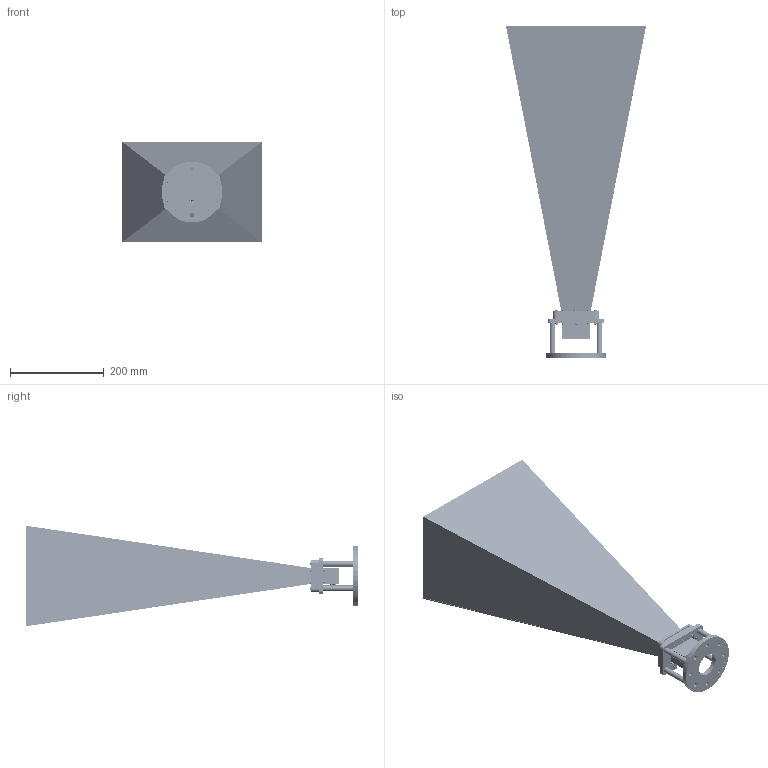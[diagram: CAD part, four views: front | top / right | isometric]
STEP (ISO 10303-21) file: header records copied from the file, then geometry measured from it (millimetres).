
FILE_DESCRIPTION (( 'STEP AP214' ), '1' );
FILE_NAME ('FM1WAN229-20SF_3D.step', '2024-05-06T19:11:16', ( '' ), ( '' ), 'SwSTEP 2.0', 'SolidWorks 2022', '' );
FILE_SCHEMA (( 'AUTOMOTIVE_DESIGN' ));
Length unit declared in the file: inch
Products named in the file (13): 4-40 Nut_1_94150A335; FMWCA1061; Copy of FMWAN229-MNT_UPR PLT^FMWAN229-MNT; FMWAN229-MNT; FM9862B-20-CPRG; Copy of FMWAN229-MNT_STDF RND M4 FEM, 8OD X 64LG^FMWAN229-MNT; Copy of FMWAN229-MNT_LWR PLT^FMWAN229-MNT; SMA FEMALE_PEWCA1061; Screw 4-40SH x 9_16_1; Screw 4-40SH x 9_16_2; FM1WAN229-20SF_3D; No.4 Flat Washer_1_91166A230
Assembly tree (41 placements, depth 3):
  FM1WAN229-20SF_3D
    FMWAN229-MNT
      Copy of FMWAN229-MNT_UPR PLT^FMWAN229-MNT
      Copy of FMWAN229-MNT_LWR PLT^FMWAN229-MNT
      Copy of FMWAN229-MNT_STDF RND M4 FEM, 8OD X 64LG^FMWAN229-MNT  x4
    FM9862B-20-CPRG
    4-40 Nut_1_94150A335  x10
    No.4 Flat Washer_1_91166A230  x10
    Screw 4-40SH x 9_16_1  x9
    Screw 4-40SH x 9_16_2
    FMWCA1061
      FMWCA1061
      SMA FEMALE_PEWCA1061
Bounding box: 299.11 x 709.35 x 214.82 mm (x, y, z)
Volume: 1145188.8 mm3; surface area: 877918.1 mm2
Topology: 52 solids, 52 shells, 5871 faces, 16692 edges, 10941 vertices
Faces by surface type: plane 1916, cylinder 1904, cone 1102, torus 868, bspline 77, sphere 4
Entity records: 75911 total; most frequent: CARTESIAN_POINT 35702, ORIENTED_EDGE 8268, DIRECTION 6451, EDGE_CURVE 4134, VERTEX_POINT 2725, AXIS2_PLACEMENT_3D 2515, EDGE_LOOP 1605, ADVANCED_FACE 1475
